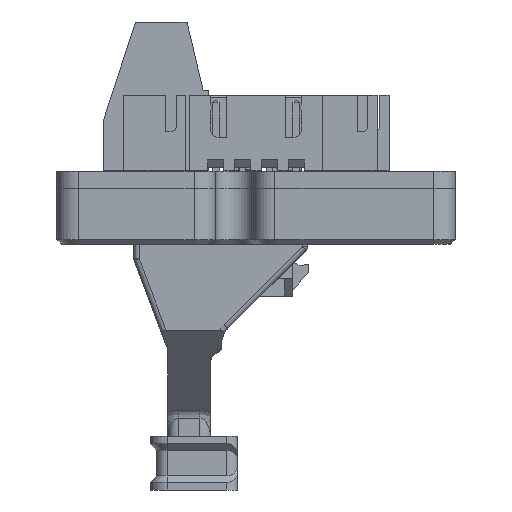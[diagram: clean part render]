
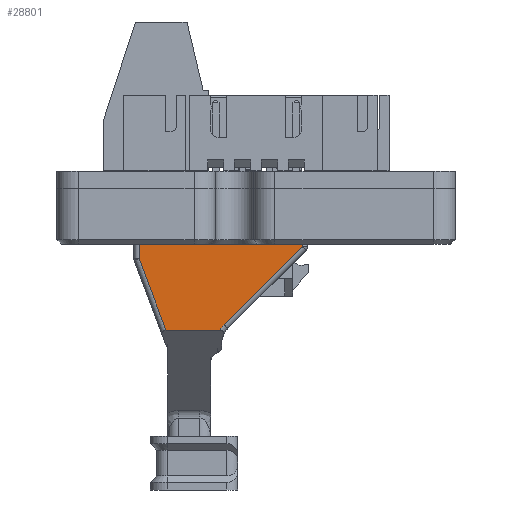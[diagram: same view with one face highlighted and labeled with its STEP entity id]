
A CAD part, left-side view. The second image highlights one B-rep face of the part: STEP entity #28801.
In plain terms, the highlighted planar face has unit normal (-1, 0, 0).
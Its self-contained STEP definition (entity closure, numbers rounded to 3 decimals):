
#1874=FACE_OUTER_BOUND('',#3524,.T.);
#3524=EDGE_LOOP('',(#24124,#24125,#24126,#24127,#24128,#24129,#24130));
#4205=CIRCLE('',#30814,2.5);
#7177=LINE('',#45425,#10623);
#7193=LINE('',#45467,#10639);
#7194=LINE('',#45469,#10640);
#7195=LINE('',#45473,#10641);
#7196=LINE('',#45475,#10642);
#7197=LINE('',#45476,#10643);
#10623=VECTOR('',#37211,10.);
#10639=VECTOR('',#37245,10.);
#10640=VECTOR('',#37246,10.);
#10641=VECTOR('',#37249,10.);
#10642=VECTOR('',#37250,10.);
#10643=VECTOR('',#37251,10.);
#13319=VERTEX_POINT('',#45422);
#13320=VERTEX_POINT('',#45424);
#13337=VERTEX_POINT('',#45466);
#13338=VERTEX_POINT('',#45468);
#13339=VERTEX_POINT('',#45470);
#13340=VERTEX_POINT('',#45472);
#13341=VERTEX_POINT('',#45474);
#16991=EDGE_CURVE('',#13319,#13320,#7177,.T.);
#17012=EDGE_CURVE('',#13337,#13319,#7193,.T.);
#17013=EDGE_CURVE('',#13338,#13337,#7194,.T.);
#17014=EDGE_CURVE('',#13339,#13338,#4205,.T.);
#17015=EDGE_CURVE('',#13340,#13339,#7195,.T.);
#17016=EDGE_CURVE('',#13341,#13340,#7196,.T.);
#17017=EDGE_CURVE('',#13341,#13320,#7197,.T.);
#24124=ORIENTED_EDGE('',*,*,#16991,.F.);
#24125=ORIENTED_EDGE('',*,*,#17012,.F.);
#24126=ORIENTED_EDGE('',*,*,#17013,.F.);
#24127=ORIENTED_EDGE('',*,*,#17014,.F.);
#24128=ORIENTED_EDGE('',*,*,#17015,.F.);
#24129=ORIENTED_EDGE('',*,*,#17016,.F.);
#24130=ORIENTED_EDGE('',*,*,#17017,.T.);
#26963=PLANE('',#30813);
#28801=ADVANCED_FACE('',(#1874),#26963,.T.);
#30813=AXIS2_PLACEMENT_3D('',#45465,#37243,#37244);
#30814=AXIS2_PLACEMENT_3D('',#45471,#37247,#37248);
#37211=DIRECTION('',(0.,0.,1.));
#37243=DIRECTION('center_axis',(-1.,0.,0.));
#37244=DIRECTION('ref_axis',(0.,1.,0.));
#37245=DIRECTION('',(0.,0.351,0.936));
#37246=DIRECTION('',(0.,1.,0.));
#37247=DIRECTION('center_axis',(-1.,0.,0.));
#37248=DIRECTION('ref_axis',(0.,0.747,0.665));
#37249=DIRECTION('',(0.,0.707,-0.707));
#37250=DIRECTION('',(0.,0.,-1.));
#37251=DIRECTION('',(0.,1.,0.));
#45422=CARTESIAN_POINT('',(40.833,-13.997,-6.135));
#45424=CARTESIAN_POINT('',(40.833,-13.997,-1.626));
#45425=CARTESIAN_POINT('',(40.833,-13.997,0.374));
#45465=CARTESIAN_POINT('Origin',(40.833,-29.647,0.374));
#45466=CARTESIAN_POINT('',(40.833,-16.496,-12.797));
#45467=CARTESIAN_POINT('',(40.833,-14.701,-8.012));
#45468=CARTESIAN_POINT('',(40.833,-21.478,-12.797));
#45469=CARTESIAN_POINT('',(40.833,-27.647,-12.797));
#45470=CARTESIAN_POINT('',(40.833,-21.88,-12.272));
#45471=CARTESIAN_POINT('Origin',(40.833,-23.647,-14.04));
#45472=CARTESIAN_POINT('',(40.833,-29.147,-5.004));
#45473=CARTESIAN_POINT('',(40.833,-28.337,-5.815));
#45474=CARTESIAN_POINT('',(40.833,-29.147,-1.626));
#45475=CARTESIAN_POINT('',(40.833,-29.147,0.374));
#45476=CARTESIAN_POINT('',(40.833,-27.147,-1.626));
